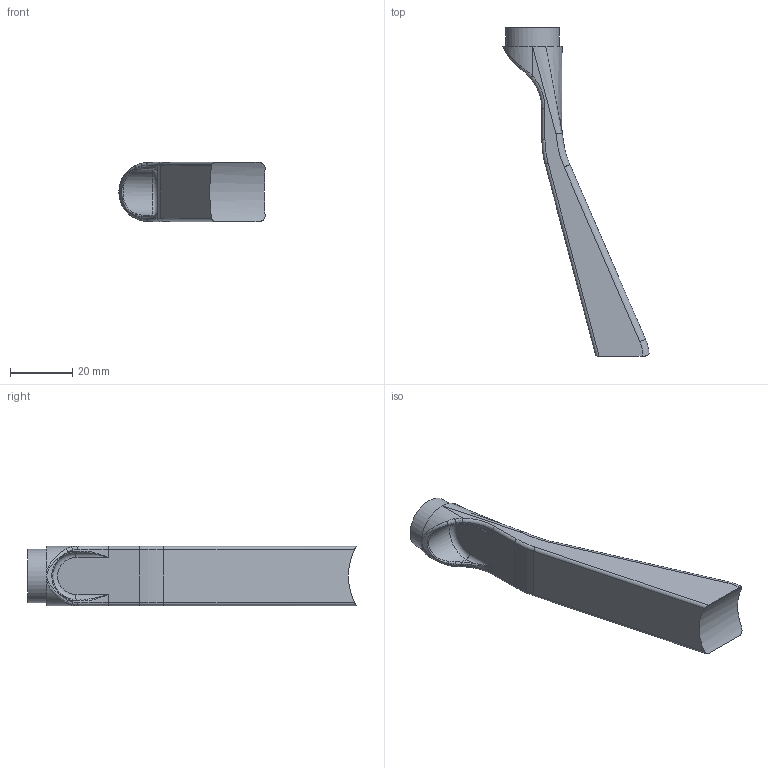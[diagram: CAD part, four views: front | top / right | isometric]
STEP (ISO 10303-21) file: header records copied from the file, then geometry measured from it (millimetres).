
FILE_DESCRIPTION(/* description */ (''),/* implementation_level */ '2;1');
FILE_NAME(/* name */ 'Yoke.step',/* time_stamp */ '2024-02-06T09:22:58-05:00',/* author */ (''),/* organization */ (''),/* preprocessor_version */ 'ST-DEVELOPER v20',/* originating_system */ 'Autodesk Translation Framework v12.14.0.127',/* authorisation */ '');
FILE_SCHEMA (('AUTOMOTIVE_DESIGN { 1 0 10303 214 3 1 1 }'));
Length unit declared in the file: millimetre
Products named in the file (1): Yoke
Bounding box: 46.92 x 105.49 x 19 mm (x, y, z)
Volume: 17187.7 mm3; surface area: 7545.2 mm2
Topology: 1 solids, 1 shells, 97 faces, 229 edges, 131 vertices
Faces by surface type: cylinder 34, bspline 32, plane 17, torus 13, cone 1
Full cylindrical faces by diameter (mm): 15.5 x1, 17.145 x1
Entity records: 3556 total; most frequent: CARTESIAN_POINT 1422, ORIENTED_EDGE 448, DIRECTION 426, EDGE_CURVE 224, AXIS2_PLACEMENT_3D 179, VERTEX_POINT 131, EDGE_LOOP 99, FACE_OUTER_BOUND 97
